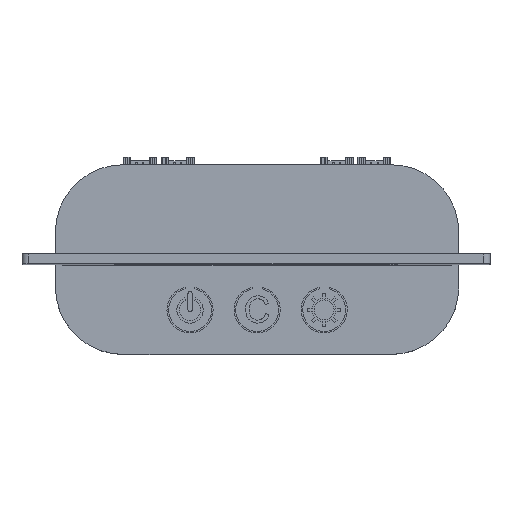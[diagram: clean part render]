
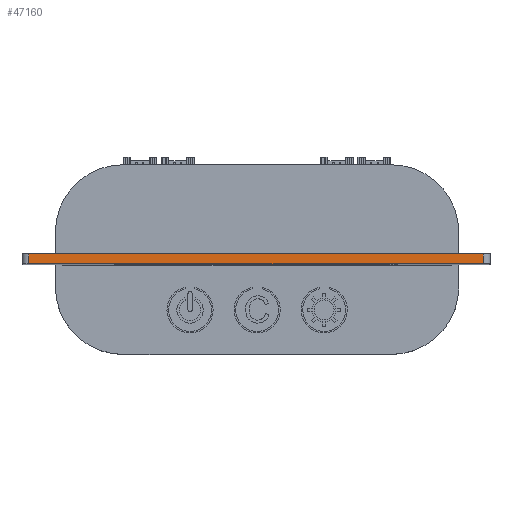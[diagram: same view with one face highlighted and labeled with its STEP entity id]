
A CAD part, top view. The second image highlights one B-rep face of the part: STEP entity #47160.
In plain terms, the highlighted free-form (B-spline) face has degree [2, 1] with [3, 2] control points.
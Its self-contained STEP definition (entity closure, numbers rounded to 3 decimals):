
#863=B_SPLINE_CURVE_WITH_KNOTS('',2,(#80911,#80912,#80913),
 .UNSPECIFIED.,.F.,.F.,(3,3),(0.,1.),.UNSPECIFIED.);
#864=B_SPLINE_CURVE_WITH_KNOTS('',2,(#81024,#81025,#81026),
 .UNSPECIFIED.,.F.,.F.,(3,3),(-1.,0.),.UNSPECIFIED.);
#1279=B_SPLINE_SURFACE_WITH_KNOTS('',2,1,((#81017,#81018),(#81019,#81020),
(#81021,#81022)),.UNSPECIFIED.,.F.,.F.,.F.,(3,3),(2,2),(-1.,0.),(-0.15,
0.15),.UNSPECIFIED.);
#5748=FACE_OUTER_BOUND('',#8467,.T.);
#8467=EDGE_LOOP('',(#42968,#42969,#42970,#42971));
#13647=LINE('',#81016,#18831);
#13648=LINE('',#81027,#18832);
#18831=VECTOR('',#60463,10.);
#18832=VECTOR('',#60464,10.);
#23166=VERTEX_POINT('',#80905);
#23167=VERTEX_POINT('',#80910);
#23182=VERTEX_POINT('',#81011);
#23183=VERTEX_POINT('',#81023);
#29760=EDGE_CURVE('',#23166,#23167,#863,.T.);
#29783=EDGE_CURVE('',#23166,#23182,#13647,.T.);
#29784=EDGE_CURVE('',#23183,#23182,#864,.T.);
#29785=EDGE_CURVE('',#23167,#23183,#13648,.T.);
#42968=ORIENTED_EDGE('',*,*,#29783,.T.);
#42969=ORIENTED_EDGE('',*,*,#29784,.F.);
#42970=ORIENTED_EDGE('',*,*,#29785,.F.);
#42971=ORIENTED_EDGE('',*,*,#29760,.F.);
#47160=ADVANCED_FACE('',(#5748),#1279,.T.);
#60463=DIRECTION('',(0.,1.,0.));
#60464=DIRECTION('',(0.,1.,0.));
#80905=CARTESIAN_POINT('',(218.416,-123.42,146.097));
#80910=CARTESIAN_POINT('',(80.616,-123.42,146.089));
#80911=CARTESIAN_POINT('Ctrl Pts',(218.416,-123.42,146.097));
#80912=CARTESIAN_POINT('Ctrl Pts',(194.127,-123.42,146.136));
#80913=CARTESIAN_POINT('Ctrl Pts',(80.616,-123.42,146.089));
#81011=CARTESIAN_POINT('',(218.416,-120.42,146.097));
#81016=CARTESIAN_POINT('',(218.416,-121.92,146.097));
#81017=CARTESIAN_POINT('Ctrl Pts',(80.616,-123.42,146.089));
#81018=CARTESIAN_POINT('Ctrl Pts',(80.616,-120.42,146.089));
#81019=CARTESIAN_POINT('Ctrl Pts',(194.127,-123.42,146.136));
#81020=CARTESIAN_POINT('Ctrl Pts',(194.127,-120.42,146.136));
#81021=CARTESIAN_POINT('Ctrl Pts',(218.416,-123.42,146.097));
#81022=CARTESIAN_POINT('Ctrl Pts',(218.416,-120.42,146.097));
#81023=CARTESIAN_POINT('',(80.616,-120.42,146.089));
#81024=CARTESIAN_POINT('Ctrl Pts',(80.616,-120.42,146.089));
#81025=CARTESIAN_POINT('Ctrl Pts',(194.127,-120.42,146.136));
#81026=CARTESIAN_POINT('Ctrl Pts',(218.416,-120.42,146.097));
#81027=CARTESIAN_POINT('',(80.616,-121.92,146.089));
